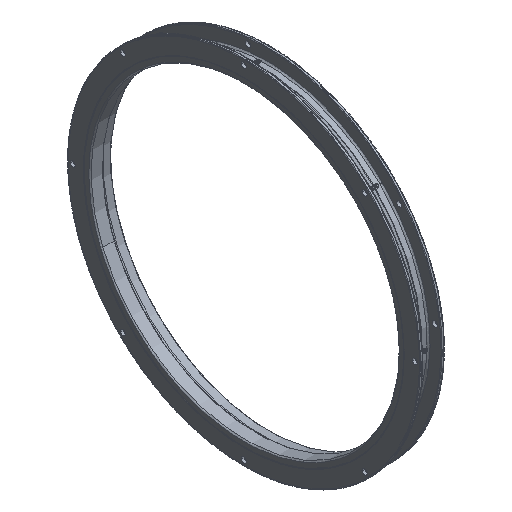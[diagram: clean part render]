
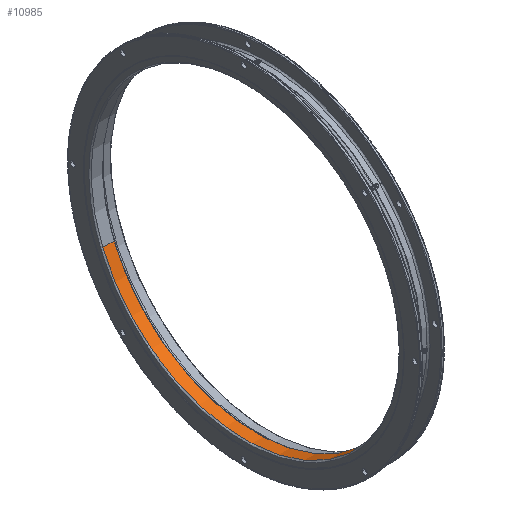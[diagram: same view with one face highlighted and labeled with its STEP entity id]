
A CAD part, isometric view. The second image highlights one B-rep face of the part: STEP entity #10985.
In plain terms, the highlighted cylindrical face has radius 529.5 mm (diameter 1059 mm), a partial arc.
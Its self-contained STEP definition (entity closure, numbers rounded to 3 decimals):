
#420 = EDGE_LOOP ( 'NONE', ( #11406, #11405, #11404, #11403, #11402, #11401 ) ) ;
#1269 = CARTESIAN_POINT ( 'NONE',  ( 5.5, 0., 0. ) ) ;
#1270 = DIRECTION ( 'NONE',  ( 1., 0., 0. ) ) ;
#1271 = DIRECTION ( 'NONE',  ( 0., -1., 0. ) ) ;
#1272 = CARTESIAN_POINT ( 'NONE',  ( 44.5, 0., 0. ) ) ;
#1273 = DIRECTION ( 'NONE',  ( -1., 0., 0. ) ) ;
#1274 = DIRECTION ( 'NONE',  ( 0., 0., 1. ) ) ;
#3094 = CARTESIAN_POINT ( 'NONE',  ( 5.5, 0., 0. ) ) ;
#3095 = DIRECTION ( 'NONE',  ( 1., 0., 0. ) ) ;
#3096 = DIRECTION ( 'NONE',  ( 0., -1., 0. ) ) ;
#3448 = CARTESIAN_POINT ( 'NONE',  ( 44.5, 0., 0. ) ) ;
#3449 = DIRECTION ( 'NONE',  ( -1., 0., 0. ) ) ;
#3450 = DIRECTION ( 'NONE',  ( 0., 0., 1. ) ) ;
#5254 = CARTESIAN_POINT ( 'NONE',  ( 48.825, 0., 529.5 ) ) ;
#5255 = DIRECTION ( 'NONE',  ( -1., 0., 0. ) ) ;
#5259 = DIRECTION ( 'NONE',  ( -1., 0., 0. ) ) ;
#5263 = CARTESIAN_POINT ( 'NONE',  ( 48.825, 0., -529.5 ) ) ;
#5976 = EDGE_CURVE ( 'NONE', #10699, #10645, #15256, .T. ) ;
#5977 = EDGE_CURVE ( 'NONE', #10640, #10685, #15255, .T. ) ;
#6303 = EDGE_CURVE ( 'NONE', #10640, #10645, #15225, .T. ) ;
#6305 = EDGE_CURVE ( 'NONE', #10684, #10702, #15222, .T. ) ;
#6634 = CARTESIAN_POINT ( 'NONE',  ( 44.5, 0., 529.5 ) ) ;
#6639 = CARTESIAN_POINT ( 'NONE',  ( 5.5, 0., 529.5 ) ) ;
#6678 = CARTESIAN_POINT ( 'NONE',  ( 44.5, 0., -529.5 ) ) ;
#6679 = CARTESIAN_POINT ( 'NONE',  ( 44.5, 529.5, 0. ) ) ;
#6693 = CARTESIAN_POINT ( 'NONE',  ( 5.5, 529.5, 0. ) ) ;
#6696 = CARTESIAN_POINT ( 'NONE',  ( 5.5, 0., -529.5 ) ) ;
#9173 = DIRECTION ( 'NONE',  ( 0., 0., 1. ) ) ;
#9174 = DIRECTION ( 'NONE',  ( -1., 0., 0. ) ) ;
#9190 = CARTESIAN_POINT ( 'NONE',  ( 48.825, 0., 0. ) ) ;
#9968 = AXIS2_PLACEMENT_3D ( 'NONE', #9190, #9174, #9173 ) ;
#10013 = AXIS2_PLACEMENT_3D ( 'NONE', #3094, #3095, #3096 ) ;
#10025 = AXIS2_PLACEMENT_3D ( 'NONE', #3448, #3449, #3450 ) ;
#10640 = VERTEX_POINT ( 'NONE', #6634 ) ;
#10645 = VERTEX_POINT ( 'NONE', #6639 ) ;
#10684 = VERTEX_POINT ( 'NONE', #6678 ) ;
#10685 = VERTEX_POINT ( 'NONE', #6679 ) ;
#10699 = VERTEX_POINT ( 'NONE', #6693 ) ;
#10702 = VERTEX_POINT ( 'NONE', #6696 ) ;
#10985 = ADVANCED_FACE ( 'NONE', ( #12498 ), #12499, .F. ) ;
#11105 = EDGE_CURVE ( 'NONE', #10702, #10699, #12607, .T. ) ;
#11123 = EDGE_CURVE ( 'NONE', #10685, #10684, #12628, .T. ) ;
#11401 = ORIENTED_EDGE ( 'NONE', *, *, #11105, .F. ) ;
#11402 = ORIENTED_EDGE ( 'NONE', *, *, #5976, .F. ) ;
#11403 = ORIENTED_EDGE ( 'NONE', *, *, #6303, .T. ) ;
#11404 = ORIENTED_EDGE ( 'NONE', *, *, #5977, .F. ) ;
#11405 = ORIENTED_EDGE ( 'NONE', *, *, #11123, .F. ) ;
#11406 = ORIENTED_EDGE ( 'NONE', *, *, #6305, .F. ) ;
#11870 = AXIS2_PLACEMENT_3D ( 'NONE', #1269, #1270, #1271 ) ;
#11871 = AXIS2_PLACEMENT_3D ( 'NONE', #1272, #1273, #1274 ) ;
#12498 = FACE_OUTER_BOUND ( 'NONE', #420, .T. ) ;
#12499 = CYLINDRICAL_SURFACE ( 'NONE', #9968, 529.5 ) ;
#12607 = CIRCLE ( 'NONE', #10013, 529.5 ) ;
#12628 = CIRCLE ( 'NONE', #10025, 529.5 ) ;
#15199 = VECTOR ( 'NONE', #5259, 1000. ) ;
#15222 = LINE ( 'NONE', #5263, #15199 ) ;
#15223 = VECTOR ( 'NONE', #5255, 1000. ) ;
#15225 = LINE ( 'NONE', #5254, #15223 ) ;
#15255 = CIRCLE ( 'NONE', #11871, 529.5 ) ;
#15256 = CIRCLE ( 'NONE', #11870, 529.5 ) ;
